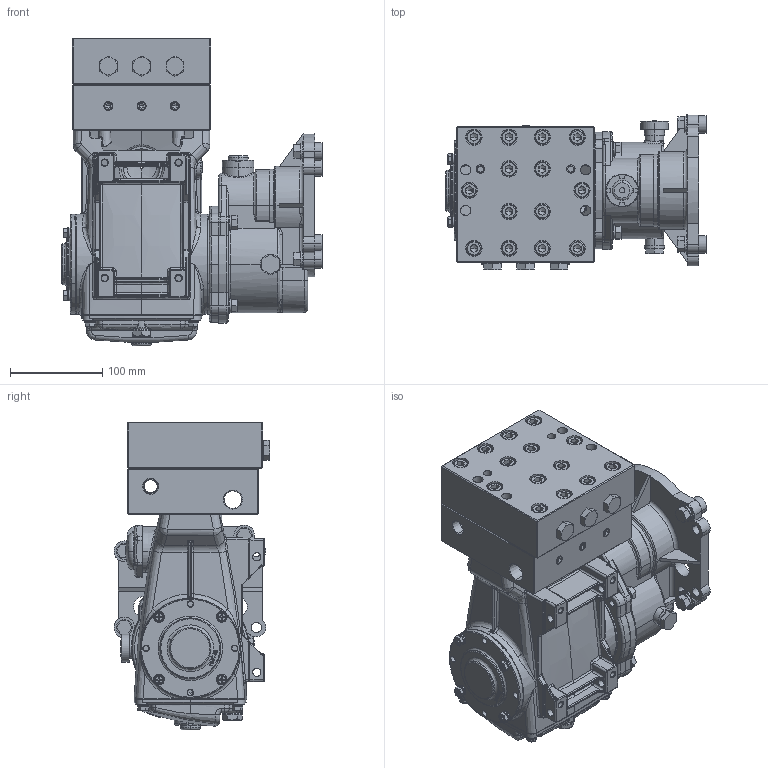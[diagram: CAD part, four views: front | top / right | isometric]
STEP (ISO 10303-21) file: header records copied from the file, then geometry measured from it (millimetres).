
FILE_DESCRIPTION (( 'STEP AP203' ), '1' );
FILE_NAME ('781G1.STEP', '2025-05-23T17:35:37', ( '' ), ( '' ), 'SwSTEP 2.0', 'SolidWorks 2025', '' );
FILE_SCHEMA (( 'CONFIG_CONTROL_DESIGN' ));
Products named in the file (1): 781G1
Bounding box: 281.58 x 168.8 x 333.5 mm (x, y, z)
Surface area: 441896 mm2 (no closed solid volume)
Topology: 0 solids, 59 shells, 2028 faces, 6322 edges, 4154 vertices
Faces by surface type: plane 856, cylinder 511, bspline 330, cone 175, torus 118, sphere 38
Entity records: 90028 total; most frequent: CARTESIAN_POINT 38039, ORIENTED_EDGE 10598, DIRECTION 10118, EDGE_CURVE 6239, VERTEX_POINT 4150, AXIS2_PLACEMENT_3D 3748, LINE 2622, VECTOR 2622
